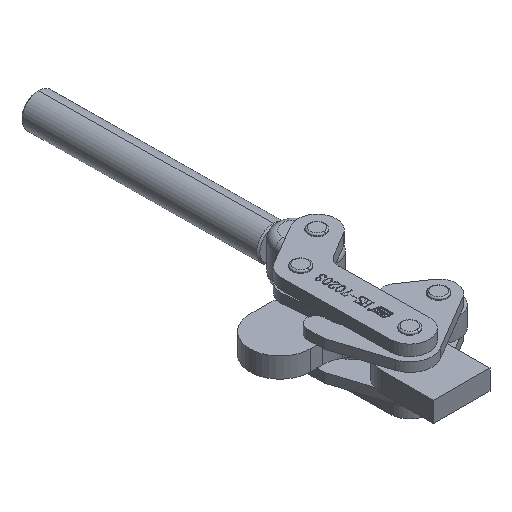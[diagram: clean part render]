
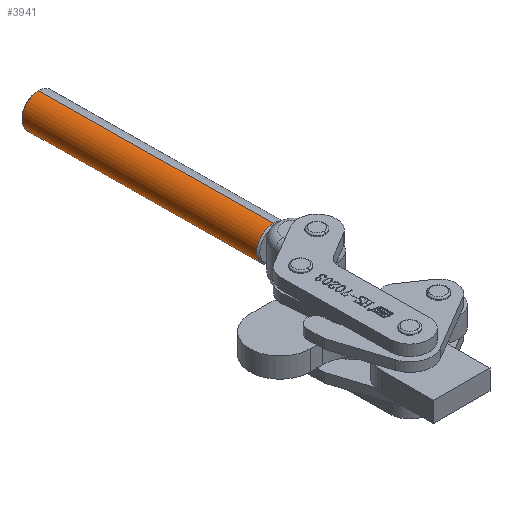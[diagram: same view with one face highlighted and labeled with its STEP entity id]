
A CAD part, isometric view. The second image highlights one B-rep face of the part: STEP entity #3941.
In plain terms, the highlighted cylindrical face has radius 10.85 mm (diameter 21.7 mm), a partial arc.
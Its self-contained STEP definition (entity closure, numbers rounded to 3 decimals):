
#2026 = VERTEX_POINT ( 'NONE', #6551 ) ;
#2027 = VERTEX_POINT ( 'NONE', #6549 ) ;
#2030 = VERTEX_POINT ( 'NONE', #6540 ) ;
#2031 = VERTEX_POINT ( 'NONE', #6539 ) ;
#2355 = EDGE_LOOP ( 'NONE', ( #10150, #10149, #10148, #10147 ) ) ;
#3039 = FACE_OUTER_BOUND ( 'NONE', #2355, .T. ) ;
#3045 = CYLINDRICAL_SURFACE ( 'NONE', #18898, 10.85 ) ;
#3941 = ADVANCED_FACE ( 'NONE', ( #3039 ), #3045, .T. ) ;
#6539 = CARTESIAN_POINT ( 'NONE',  ( 0., 28., 10.85 ) ) ;
#6540 = CARTESIAN_POINT ( 'NONE',  ( 0., 28., -10.85 ) ) ;
#6549 = CARTESIAN_POINT ( 'NONE',  ( 0., 178.4, -10.85 ) ) ;
#6551 = CARTESIAN_POINT ( 'NONE',  ( 0., 178.4, 10.85 ) ) ;
#10147 = ORIENTED_EDGE ( 'NONE', *, *, #19625, .T. ) ;
#10148 = ORIENTED_EDGE ( 'NONE', *, *, #19622, .T. ) ;
#10149 = ORIENTED_EDGE ( 'NONE', *, *, #19624, .T. ) ;
#10150 = ORIENTED_EDGE ( 'NONE', *, *, #19621, .F. ) ;
#12873 = CARTESIAN_POINT ( 'NONE',  ( 0., 156.69, -10.85 ) ) ;
#12877 = DIRECTION ( 'NONE',  ( 0., 1., 0. ) ) ;
#12878 = CARTESIAN_POINT ( 'NONE',  ( 0., 156.69, 10.85 ) ) ;
#12879 = DIRECTION ( 'NONE',  ( 0., 1., 0. ) ) ;
#12883 = CARTESIAN_POINT ( 'NONE',  ( 0., 28., 0. ) ) ;
#12884 = DIRECTION ( 'NONE',  ( 0., 1., 0. ) ) ;
#12885 = DIRECTION ( 'NONE',  ( 0., 0., 1. ) ) ;
#12888 = CARTESIAN_POINT ( 'NONE',  ( 0., 178.4, 0. ) ) ;
#12889 = DIRECTION ( 'NONE',  ( 0., -1., 0. ) ) ;
#12890 = DIRECTION ( 'NONE',  ( 0., 0., -1. ) ) ;
#16179 = LINE ( 'NONE', #12873, #16185 ) ;
#16184 = LINE ( 'NONE', #12878, #16187 ) ;
#16185 = VECTOR ( 'NONE', #12877, 1000. ) ;
#16187 = VECTOR ( 'NONE', #12879, 1000. ) ;
#16188 = CIRCLE ( 'NONE', #19116, 10.85 ) ;
#16189 = CIRCLE ( 'NONE', #19117, 10.85 ) ;
#17708 = DIRECTION ( 'NONE',  ( 0., 0., 1. ) ) ;
#17712 = DIRECTION ( 'NONE',  ( 0., 1., 0. ) ) ;
#17713 = CARTESIAN_POINT ( 'NONE',  ( 0., 156.69, 0. ) ) ;
#18898 = AXIS2_PLACEMENT_3D ( 'NONE', #17713, #17712, #17708 ) ;
#19116 = AXIS2_PLACEMENT_3D ( 'NONE', #12883, #12884, #12885 ) ;
#19117 = AXIS2_PLACEMENT_3D ( 'NONE', #12888, #12889, #12890 ) ;
#19621 = EDGE_CURVE ( 'NONE', #2030, #2027, #16179, .T. ) ;
#19622 = EDGE_CURVE ( 'NONE', #2031, #2026, #16184, .T. ) ;
#19624 = EDGE_CURVE ( 'NONE', #2030, #2031, #16188, .T. ) ;
#19625 = EDGE_CURVE ( 'NONE', #2026, #2027, #16189, .T. ) ;
